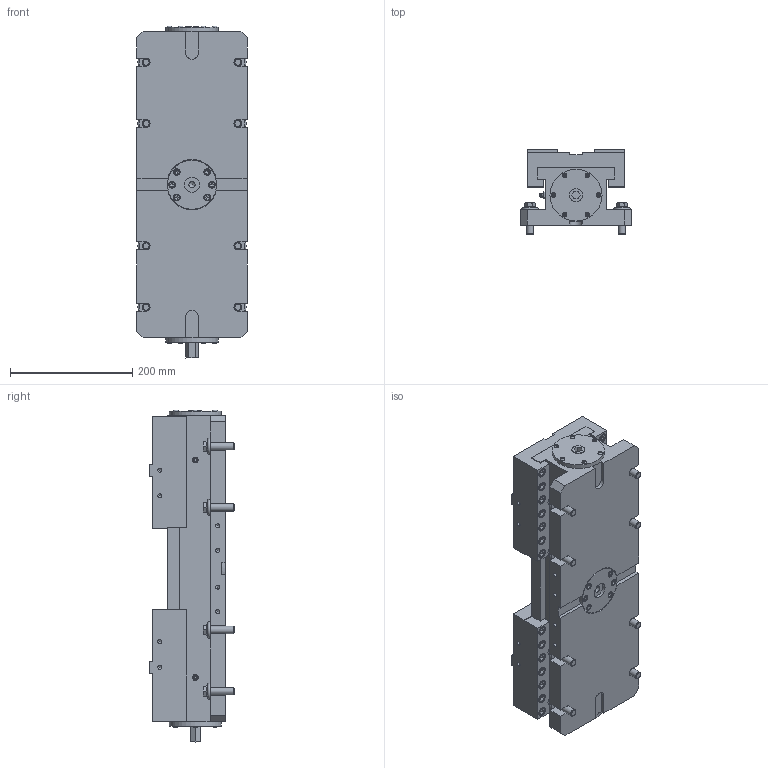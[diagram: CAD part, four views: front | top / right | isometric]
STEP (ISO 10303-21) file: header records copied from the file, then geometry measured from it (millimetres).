
FILE_DESCRIPTION(/* description */ ('Kunde (verstellbar)'),/* implementation_level */ '2;1');
FILE_NAME(/* name */ '220-0500-200_Kunde (verstellbar).stp',/* time_stamp */ '2022-11-18T14:03:41+01:00',/* author */ ('Chiacchiera'),/* organization */ (''),/* preprocessor_version */ 'ST-DEVELOPER v19.2',/* originating_system */ 'Autodesk Inventor 2023',/* authorisation */ '');
FILE_SCHEMA (('AUTOMOTIVE_DESIGN { 1 0 10303 214 3 1 1 }'));
Length unit declared in the file: millimetre
Products named in the file (3): 220-0500-200; 220-0500-200_1; 220-0500-200_2
Assembly tree (3 placements, depth 2):
  220-0500-200
    220-0500-200_1
    220-0500-200_2  x2
Bounding box: 180 x 139 x 542.2 mm (x, y, z)
Volume: 7870942.1 mm3; surface area: 624234.9 mm2
Topology: 3 solids, 3 shells, 997 faces, 2579 edges, 1691 vertices
Faces by surface type: plane 653, cylinder 149, cone 131, torus 50, bspline 12, sphere 2
Full cylindrical faces by diameter (mm): 6.647 x16, 7.6 x12, 10 x6, 10.106 x13, 11 x6, 12 x8, 13 x28, 15 x28, 18 x4, 19 x4, 21 x2, 25 x1, 80 x1, 85 x2
Entity records: 23447 total; most frequent: CARTESIAN_POINT 5122, ORIENTED_EDGE 3804, DIRECTION 3444, EDGE_CURVE 1902, VERTEX_POINT 1281, AXIS2_PLACEMENT_3D 1229, LINE 986, VECTOR 986
